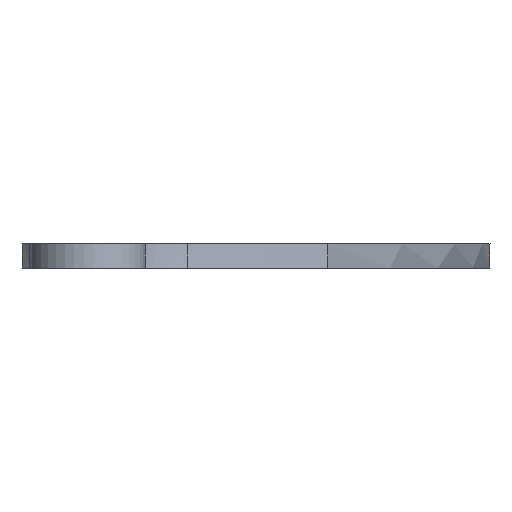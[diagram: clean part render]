
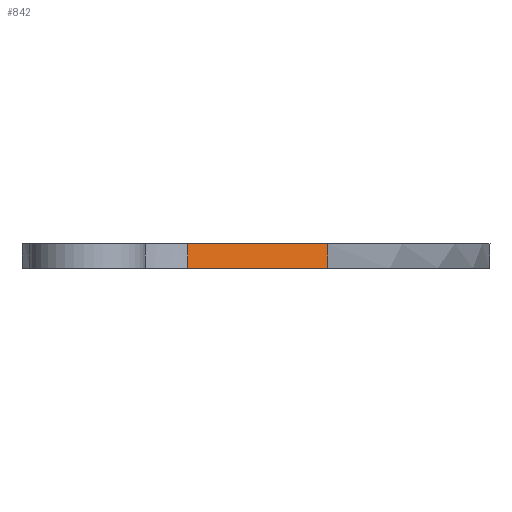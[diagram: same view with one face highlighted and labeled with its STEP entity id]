
A CAD part, left-side view. The second image highlights one B-rep face of the part: STEP entity #842.
In plain terms, the highlighted free-form (B-spline) face has degree [3, 1] with [12, 2] control points.
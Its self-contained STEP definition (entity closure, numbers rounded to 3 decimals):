
#83=B_SPLINE_SURFACE_WITH_KNOTS('',3,1,((#2762,#2763),(#2764,#2765),(#2766,
#2767),(#2768,#2769),(#2770,#2771),(#2772,#2773),(#2774,#2775),(#2776,#2777),
(#2778,#2779),(#2780,#2781),(#2782,#2783),(#2784,#2785)),.UNSPECIFIED.,
 .F.,.F.,.F.,(4,1,1,1,1,1,1,1,1,4),(2,2),(0.,1.917,3.834,
7.667,11.334,15.,16.212,17.423,
18.325,19.227),(0.,1.081),.UNSPECIFIED.);
#94=B_SPLINE_CURVE_WITH_KNOTS('',3,(#1956,#1957,#1958,#1959,#1960,#1961),
 .UNSPECIFIED.,.F.,.F.,(4,1,1,4),(-8.626,-5.158,-3.679,
-3.508),.UNSPECIFIED.);
#106=B_SPLINE_CURVE_WITH_KNOTS('',3,(#2569,#2570,#2571,#2572,#2573,#2574),
 .UNSPECIFIED.,.F.,.F.,(4,1,1,4),(-12.523,-12.416,-11.488,
-9.311),.UNSPECIFIED.);
#146=FACE_OUTER_BOUND('',#203,.T.);
#203=EDGE_LOOP('',(#768,#769,#770,#771));
#233=LINE('',#2212,#293);
#251=LINE('',#2674,#311);
#293=VECTOR('',#966,10.);
#311=VECTOR('',#1012,10.);
#370=VERTEX_POINT('',#1939);
#371=VERTEX_POINT('',#1955);
#398=VERTEX_POINT('',#2119);
#413=VERTEX_POINT('',#2453);
#458=EDGE_CURVE('',#371,#370,#94,.T.);
#490=EDGE_CURVE('',#370,#398,#233,.T.);
#508=EDGE_CURVE('',#398,#413,#106,.T.);
#529=EDGE_CURVE('',#413,#371,#251,.T.);
#768=ORIENTED_EDGE('',*,*,#490,.T.);
#769=ORIENTED_EDGE('',*,*,#508,.T.);
#770=ORIENTED_EDGE('',*,*,#529,.T.);
#771=ORIENTED_EDGE('',*,*,#458,.T.);
#842=ADVANCED_FACE('',(#146),#83,.T.);
#966=DIRECTION('',(0.,0.,-1.));
#1012=DIRECTION('',(0.,0.,1.));
#1939=CARTESIAN_POINT('',(70.883,92.557,6.3));
#1955=CARTESIAN_POINT('',(92.086,56.255,6.3));
#1956=CARTESIAN_POINT('Ctrl Pts',(92.086,56.255,6.3));
#1957=CARTESIAN_POINT('Ctrl Pts',(86.364,63.8,6.3));
#1958=CARTESIAN_POINT('Ctrl Pts',(79.978,76.243,6.3));
#1959=CARTESIAN_POINT('Ctrl Pts',(73.68,87.791,6.3));
#1960=CARTESIAN_POINT('Ctrl Pts',(71.152,92.108,6.3));
#1961=CARTESIAN_POINT('Ctrl Pts',(70.883,92.557,6.3));
#2119=CARTESIAN_POINT('',(70.883,92.557,0.));
#2212=CARTESIAN_POINT('',(70.883,92.557,6.3));
#2453=CARTESIAN_POINT('',(92.086,56.255,0.));
#2569=CARTESIAN_POINT('Ctrl Pts',(70.883,92.557,0.));
#2570=CARTESIAN_POINT('Ctrl Pts',(71.152,92.108,0.));
#2571=CARTESIAN_POINT('Ctrl Pts',(73.68,87.791,0.));
#2572=CARTESIAN_POINT('Ctrl Pts',(79.978,76.243,0.));
#2573=CARTESIAN_POINT('Ctrl Pts',(86.364,63.8,0.));
#2574=CARTESIAN_POINT('Ctrl Pts',(92.086,56.255,0.));
#2674=CARTESIAN_POINT('',(92.086,56.255,6.3));
#2762=CARTESIAN_POINT('Ctrl Pts',(199.023,2.631,7.656));
#2763=CARTESIAN_POINT('Ctrl Pts',(199.023,2.631,-3.159));
#2764=CARTESIAN_POINT('Ctrl Pts',(193.159,1.671,7.656));
#2765=CARTESIAN_POINT('Ctrl Pts',(193.159,1.671,-3.159));
#2766=CARTESIAN_POINT('Ctrl Pts',(179.917,6.799,7.656));
#2767=CARTESIAN_POINT('Ctrl Pts',(179.917,6.799,-3.159));
#2768=CARTESIAN_POINT('Ctrl Pts',(156.362,14.75,7.656));
#2769=CARTESIAN_POINT('Ctrl Pts',(156.362,14.75,-3.159));
#2770=CARTESIAN_POINT('Ctrl Pts',(128.403,29.484,7.656));
#2771=CARTESIAN_POINT('Ctrl Pts',(128.403,29.484,-3.159));
#2772=CARTESIAN_POINT('Ctrl Pts',(94.807,47.192,7.656));
#2773=CARTESIAN_POINT('Ctrl Pts',(94.807,47.192,-3.159));
#2774=CARTESIAN_POINT('Ctrl Pts',(81.216,73.973,7.656));
#2775=CARTESIAN_POINT('Ctrl Pts',(81.216,73.973,-3.159));
#2776=CARTESIAN_POINT('Ctrl Pts',(72.072,90.739,7.656));
#2777=CARTESIAN_POINT('Ctrl Pts',(72.072,90.739,-3.159));
#2778=CARTESIAN_POINT('Ctrl Pts',(64.89,102.508,7.656));
#2779=CARTESIAN_POINT('Ctrl Pts',(64.89,102.508,-3.159));
#2780=CARTESIAN_POINT('Ctrl Pts',(55.439,97.45,7.656));
#2781=CARTESIAN_POINT('Ctrl Pts',(55.439,97.45,-3.159));
#2782=CARTESIAN_POINT('Ctrl Pts',(49.242,95.426,7.656));
#2783=CARTESIAN_POINT('Ctrl Pts',(49.242,95.426,-3.159));
#2784=CARTESIAN_POINT('Ctrl Pts',(47.018,93.894,7.656));
#2785=CARTESIAN_POINT('Ctrl Pts',(47.018,93.894,-3.159));
